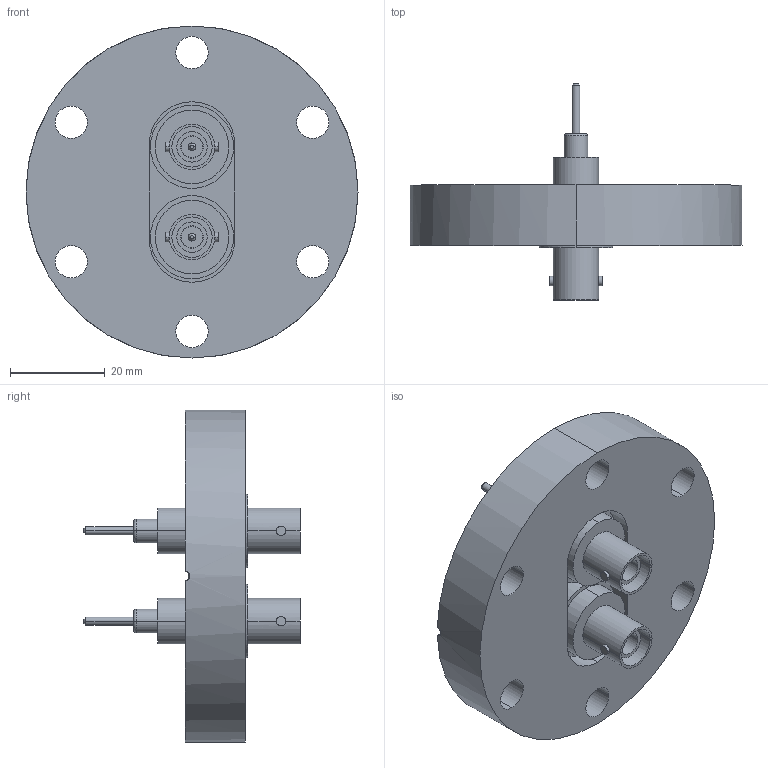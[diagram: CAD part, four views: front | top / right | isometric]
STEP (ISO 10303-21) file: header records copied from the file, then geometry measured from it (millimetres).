
FILE_DESCRIPTION (( 'STEP AP214' ), '1' );
FILE_NAME ('242-SHVF50-C40-2.STEP', '2018-03-01T16:52:07', ( '' ), ( '' ), 'SwSTEP 2.0', 'SolidWorks 2014', '' );
FILE_SCHEMA (( 'AUTOMOTIVE_DESIGN' ));
Length unit declared in the file: millimetre
Products named in the file (3): 242-SHVF50; 9411-C40-17.5-2_9411-C40-16.5-2; 242-SHVF50-C40-2
Assembly tree (3 placements, depth 2):
  242-SHVF50-C40-2
    9411-C40-17.5-2_9411-C40-16.5-2
    242-SHVF50  x2
Bounding box: 69.9 x 45.5 x 69.9 mm (x, y, z)
Volume: 41637.5 mm3; surface area: 19469.6 mm2
Topology: 5 solids, 5 shells, 146 faces, 315 edges, 202 vertices
Faces by surface type: cylinder 89, plane 41, cone 12, bspline 4
Entity records: 3491 total; most frequent: CARTESIAN_POINT 600, DIRECTION 505, ORIENTED_EDGE 410, AXIS2_PLACEMENT_3D 215, EDGE_CURVE 205, VERTEX_POINT 132, EDGE_LOOP 121, CIRCLE 120
